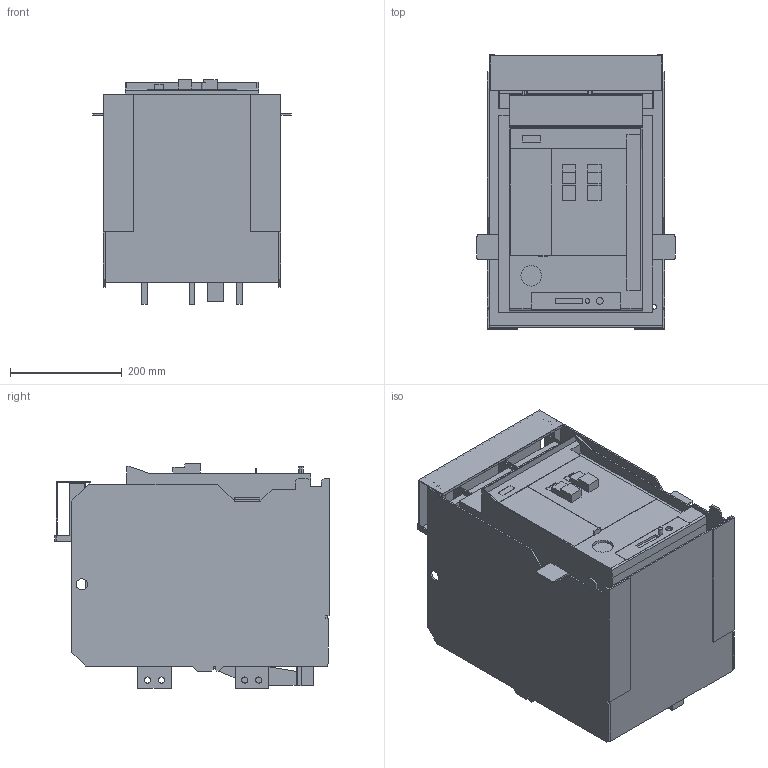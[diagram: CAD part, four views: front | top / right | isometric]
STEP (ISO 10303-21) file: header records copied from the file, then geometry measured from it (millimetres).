
FILE_DESCRIPTION(('CoCreate Modeling STEP Export'),'2;1');
FILE_NAME('AR2V_(208-212)_3P_DO_(1H3799-1).stp','2015-02-08T14:50:49',(''),(''),'CoCreate Modeling STEP processor for AP214 (Solid Model)','CoCreate Modeling 17.0 01-Apr-2010 (C) Parametric Technology GmbH','');
FILE_SCHEMA(('AUTOMOTIVE_DESIGN { 1 0 10303 214 1 1 1 1 }'));
Length unit declared in the file: millimetre
Products named in the file (17): p1.2; p1.1; p8; p7; p5; p1; p2.1; p4.1; p2; p6; p3.1; p4; p3; 2.4.2; 端子; ガラス; AR2V_(208-212)_3P_DO_(1H3799-1)
Assembly tree (21 placements, depth 3):
  AR2V_(208-212)_3P_DO_(1H3799-1)
    ガラス
    端子
      2.4.2  x6
    p3
    p4
    p3.1
    p6
    p2
    p4.1
    p2.1
    p1
    p5
    p7
    p8
    p1.1
    p1.2
Bounding box: 354.01 x 490 x 402 mm (x, y, z)
Volume: 28055472.1 mm3; surface area: 2175415.6 mm2
Topology: 20 solids, 20 shells, 401 faces, 1053 edges, 699 vertices
Faces by surface type: plane 338, cylinder 63
Entity records: 11243 total; most frequent: CARTESIAN_POINT 1971, ORIENTED_EDGE 1866, DIRECTION 1667, EDGE_CURVE 933, VECTOR 829, LINE 829, VERTEX_POINT 619, AXIS2_PLACEMENT_3D 419
